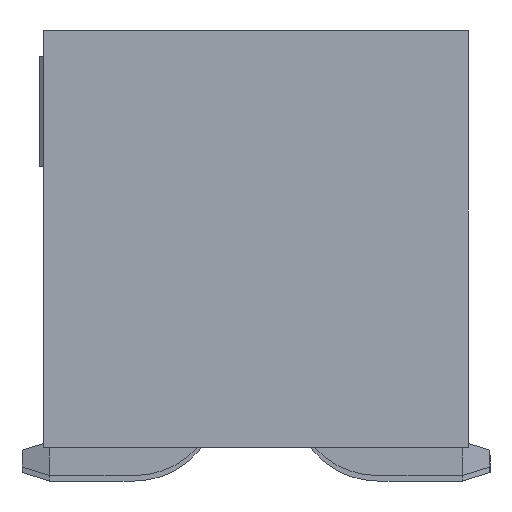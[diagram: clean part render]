
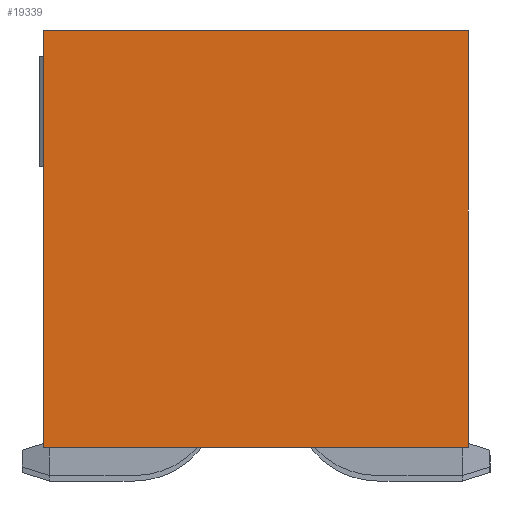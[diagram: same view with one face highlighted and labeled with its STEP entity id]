
A CAD part, front view. The second image highlights one B-rep face of the part: STEP entity #19339.
In plain terms, the highlighted face is planar.
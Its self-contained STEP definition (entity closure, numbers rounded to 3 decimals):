
#1477=ORIENTED_EDGE('',*,*,#5169,.F.);
#1478=ORIENTED_EDGE('',*,*,#5170,.F.);
#1479=ORIENTED_EDGE('',*,*,#5171,.T.);
#1480=ORIENTED_EDGE('',*,*,#5172,.T.);
#5169=EDGE_CURVE('',#7004,#7005,#8409,.T.);
#5170=EDGE_CURVE('',#7006,#7004,#8410,.T.);
#5171=EDGE_CURVE('',#7006,#7007,#8411,.T.);
#5172=EDGE_CURVE('',#7007,#7005,#8412,.T.);
#7004=VERTEX_POINT('',#26391);
#7005=VERTEX_POINT('',#26392);
#7006=VERTEX_POINT('',#26394);
#7007=VERTEX_POINT('',#26396);
#8409=LINE('',#26390,#10289);
#8410=LINE('',#26393,#10290);
#8411=LINE('',#26395,#10291);
#8412=LINE('',#26397,#10292);
#10289=VECTOR('',#22205,1000.);
#10290=VECTOR('',#22206,1000.);
#10291=VECTOR('',#22207,1000.);
#10292=VECTOR('',#22208,1000.);
#11551=EDGE_LOOP('',(#1477,#1478,#1479,#1480));
#12359=FACE_BOUND('',#11551,.T.);
#13143=PLANE('',#20173);
#19339=ADVANCED_FACE('',(#12359),#13143,.T.);
#20173=AXIS2_PLACEMENT_3D('',#26389,#22203,#22204);
#22203=DIRECTION('',(1.,0.,0.));
#22204=DIRECTION('',(0.,0.,-1.));
#22205=DIRECTION('',(0.,0.,-1.));
#22206=DIRECTION('',(0.,1.,0.));
#22207=DIRECTION('',(0.,0.,-1.));
#22208=DIRECTION('',(0.,1.,0.));
#26389=CARTESIAN_POINT('',(10.795,-2.5,2.45));
#26390=CARTESIAN_POINT('',(10.795,2.5,2.45));
#26391=CARTESIAN_POINT('',(10.795,2.5,2.45));
#26392=CARTESIAN_POINT('',(10.795,2.5,-2.45));
#26393=CARTESIAN_POINT('',(10.795,-2.5,2.45));
#26394=CARTESIAN_POINT('',(10.795,-2.5,2.45));
#26395=CARTESIAN_POINT('',(10.795,-2.5,2.45));
#26396=CARTESIAN_POINT('',(10.795,-2.5,-2.45));
#26397=CARTESIAN_POINT('',(10.795,-2.5,-2.45));
